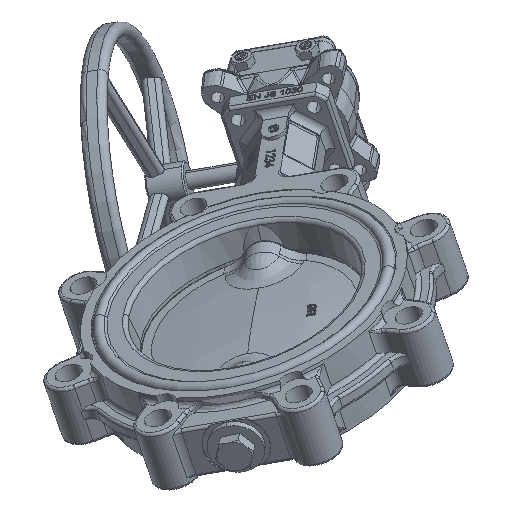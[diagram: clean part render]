
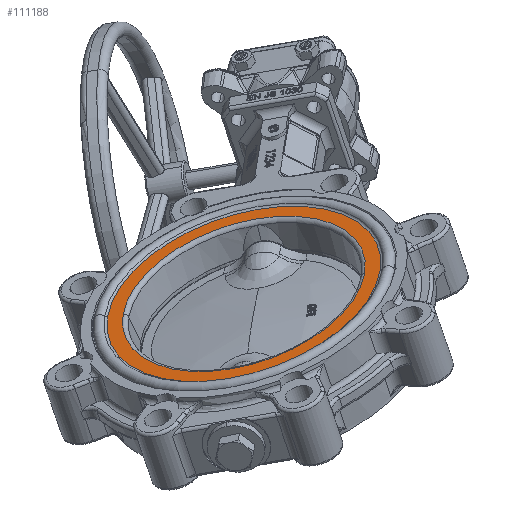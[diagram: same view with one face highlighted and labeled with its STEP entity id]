
A CAD part, front view. The second image highlights one B-rep face of the part: STEP entity #111188.
In plain terms, the highlighted face is planar.
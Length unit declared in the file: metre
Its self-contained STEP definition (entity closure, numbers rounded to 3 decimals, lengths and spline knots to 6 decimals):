
#601 = CIRCLE ( 'NONE', #88067, 0.088827 ) ;
#7920 = AXIS2_PLACEMENT_3D ( 'NONE', #11152, #47872, #27938 ) ;
#11152 = CARTESIAN_POINT ( 'NONE',  ( 0., 0., 0.02775 ) ) ;
#14993 = DIRECTION ( 'NONE',  ( 0., 0., -1. ) ) ;
#23094 = DIRECTION ( 'NONE',  ( 1., 0., 0. ) ) ;
#24311 = PLANE ( 'NONE',  #96479 ) ;
#27938 = DIRECTION ( 'NONE',  ( -1., 0., 0. ) ) ;
#32765 = CARTESIAN_POINT ( 'NONE',  ( 0., 0., 0.02775 ) ) ;
#35630 = DIRECTION ( 'NONE',  ( 0., 0., -1. ) ) ;
#42613 = CARTESIAN_POINT ( 'NONE',  ( 0.078727, 0., 0.02775 ) ) ;
#46197 = ORIENTED_EDGE ( 'NONE', *, *, #119710, .T. ) ;
#47872 = DIRECTION ( 'NONE',  ( 0., 0., -1. ) ) ;
#52281 = DIRECTION ( 'NONE',  ( 1., 0., 0. ) ) ;
#53703 = CARTESIAN_POINT ( 'NONE',  ( 0., 0., 0.02775 ) ) ;
#59576 = DIRECTION ( 'NONE',  ( 1., 0., 0. ) ) ;
#59633 = CIRCLE ( 'NONE', #7920, 0.078727 ) ;
#60953 = VERTEX_POINT ( 'NONE', #66864 ) ;
#63500 = FACE_OUTER_BOUND ( 'NONE', #114188, .T. ) ;
#65450 = CIRCLE ( 'NONE', #111296, 0.088827 ) ;
#66864 = CARTESIAN_POINT ( 'NONE',  ( -0.078727, 0., 0.02775 ) ) ;
#76539 = ORIENTED_EDGE ( 'NONE', *, *, #118689, .T. ) ;
#81536 = DIRECTION ( 'NONE',  ( 0., 0., 1. ) ) ;
#86566 = VERTEX_POINT ( 'NONE', #87378 ) ;
#87378 = CARTESIAN_POINT ( 'NONE',  ( -0.088827, 0., 0.02775 ) ) ;
#87424 = CARTESIAN_POINT ( 'NONE',  ( 0., 0.088827, 0.02775 ) ) ;
#88067 = AXIS2_PLACEMENT_3D ( 'NONE', #32765, #118673, #59576 ) ;
#90371 = EDGE_LOOP ( 'NONE', ( #93113, #46197 ) ) ;
#90473 = EDGE_CURVE ( 'NONE', #60953, #99514, #116942, .T. ) ;
#93113 = ORIENTED_EDGE ( 'NONE', *, *, #90473, .T. ) ;
#96479 = AXIS2_PLACEMENT_3D ( 'NONE', #87424, #14993, #23094 ) ;
#99514 = VERTEX_POINT ( 'NONE', #42613 ) ;
#101441 = CARTESIAN_POINT ( 'NONE',  ( 0., 0., 0.02775 ) ) ;
#104346 = VERTEX_POINT ( 'NONE', #112124 ) ;
#105815 = ORIENTED_EDGE ( 'NONE', *, *, #106488, .T. ) ;
#106488 = EDGE_CURVE ( 'NONE', #104346, #86566, #601, .T. ) ;
#109661 = FACE_BOUND ( 'NONE', #90371, .T. ) ;
#111091 = AXIS2_PLACEMENT_3D ( 'NONE', #53703, #35630, #120306 ) ;
#111188 = ADVANCED_FACE ( 'NONE', ( #109661, #63500 ), #24311, .F. ) ;
#111296 = AXIS2_PLACEMENT_3D ( 'NONE', #101441, #81536, #52281 ) ;
#112124 = CARTESIAN_POINT ( 'NONE',  ( 0.088827, 0., 0.02775 ) ) ;
#114188 = EDGE_LOOP ( 'NONE', ( #105815, #76539 ) ) ;
#116942 = CIRCLE ( 'NONE', #111091, 0.078727 ) ;
#118673 = DIRECTION ( 'NONE',  ( 0., 0., 1. ) ) ;
#118689 = EDGE_CURVE ( 'NONE', #86566, #104346, #65450, .T. ) ;
#119710 = EDGE_CURVE ( 'NONE', #99514, #60953, #59633, .T. ) ;
#120306 = DIRECTION ( 'NONE',  ( -1., 0., 0. ) ) ;
